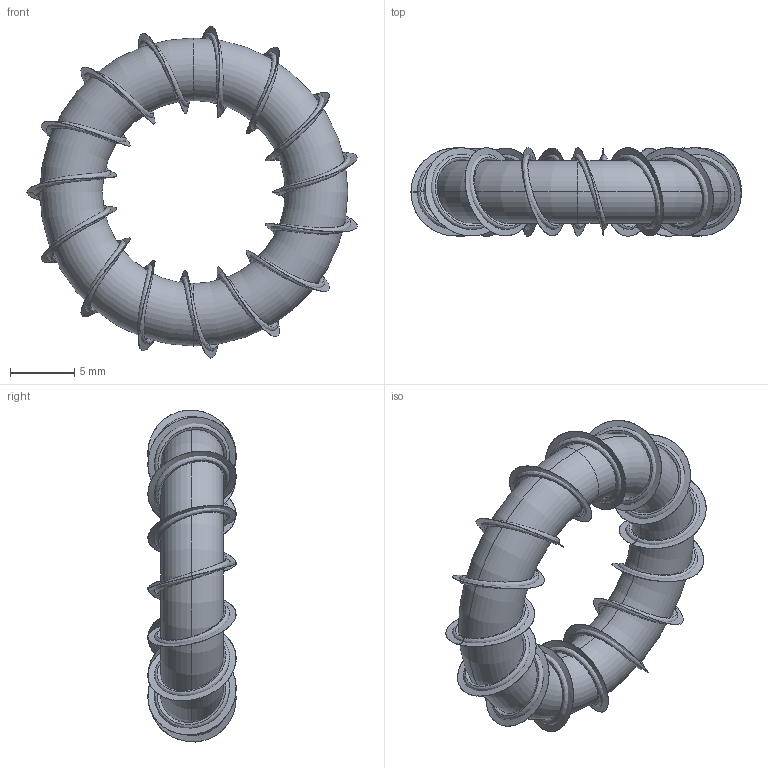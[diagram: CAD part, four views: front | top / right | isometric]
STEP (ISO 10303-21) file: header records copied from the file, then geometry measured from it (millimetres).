
FILE_DESCRIPTION (( 'STEP AP214' ), '1' );
FILE_NAME ('User Library-toroid fea mode 2l.STEP', '2014-01-23T18:08:36', ( 'Windows User' ), ( '' ), 'SwSTEP 2.0', 'SolidWorks 2014', '' );
FILE_SCHEMA (( 'AUTOMOTIVE_DESIGN' ));
Length unit declared in the file: millimetre
Products named in the file (1): User Library-toroid fea mode 2l
Bounding box: 25.62 x 6.85 x 25.76 mm (x, y, z)
Volume: 1159.3 mm3; surface area: 1889.5 mm2
Topology: 3 solids, 3 shells, 14 faces, 28 edges, 14 vertices
Faces by surface type: bspline 10, torus 4
Entity records: 20580 total; most frequent: CARTESIAN_POINT 20215, ORIENTED_EDGE 56, EDGE_CURVE 28, DIRECTION 26, B_SPLINE_CURVE_WITH_KNOTS 16, VERTEX_POINT 14, ADVANCED_FACE 14, FACE_OUTER_BOUND 14
